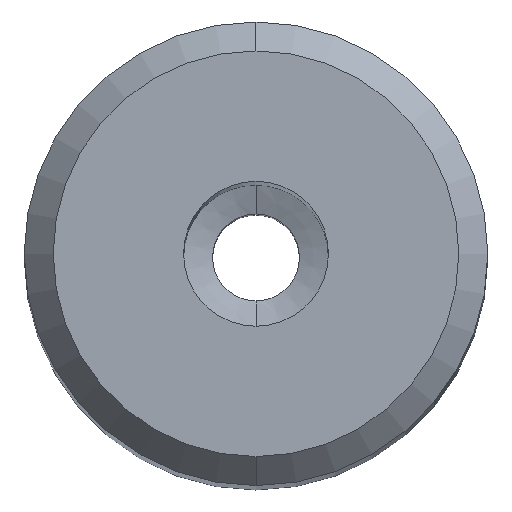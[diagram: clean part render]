
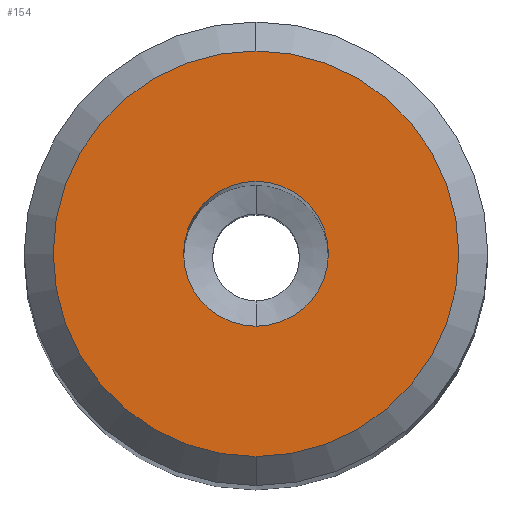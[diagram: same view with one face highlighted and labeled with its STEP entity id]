
A CAD part, top view. The second image highlights one B-rep face of the part: STEP entity #154.
In plain terms, the highlighted planar face has unit normal (0, 0, 1).
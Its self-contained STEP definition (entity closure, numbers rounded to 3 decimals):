
#110=EDGE_CURVE('NONE',#192,#222,#274,.T.);
#136=VERTEX_POINT('NONE',#301);
#154=ADVANCED_FACE('NONE',(#325,#326),#327,.F.);
#184=EDGE_CURVE('NONE',#218,#136,#361,.T.);
#192=VERTEX_POINT('NONE',#369);
#208=EDGE_CURVE('NONE',#222,#192,#386,.T.);
#218=VERTEX_POINT('NONE',#398);
#220=EDGE_CURVE('NONE',#136,#218,#400,.T.);
#222=VERTEX_POINT('NONE',#402);
#274=CIRCLE('',#449,2.5);
#301=CARTESIAN_POINT('',(0.,7.0,0.0));
#325=FACE_OUTER_BOUND('',#513,.T.);
#326=FACE_BOUND('',#514,.T.);
#327=PLANE('',#515);
#361=CIRCLE('',#558,7.0);
#369=CARTESIAN_POINT('',(0.,-2.5,0.0));
#386=CIRCLE('',#595,2.5);
#398=CARTESIAN_POINT('',(0.0,-7.0,0.0));
#400=CIRCLE('',#611,7.0);
#402=CARTESIAN_POINT('',(0.0,2.5,0.0));
#449=AXIS2_PLACEMENT_3D('',#668,#669,#670);
#513=EDGE_LOOP('',(#739,#740));
#514=EDGE_LOOP('',(#741,#742));
#515=AXIS2_PLACEMENT_3D('',#743,#744,#745);
#558=AXIS2_PLACEMENT_3D('',#786,#787,#788);
#595=AXIS2_PLACEMENT_3D('',#815,#816,#817);
#611=AXIS2_PLACEMENT_3D('',#837,#838,#839);
#668=CARTESIAN_POINT('',(0.0,0.0,0.0));
#669=DIRECTION('',(0.0,-0.0,1.0));
#670=DIRECTION('',(0.0,1.0,0.0));
#739=ORIENTED_EDGE('',*,*,#184,.T.);
#740=ORIENTED_EDGE('',*,*,#220,.T.);
#741=ORIENTED_EDGE('',*,*,#208,.F.);
#742=ORIENTED_EDGE('',*,*,#110,.F.);
#743=CARTESIAN_POINT('',(-7.0,0.0,0.0));
#744=DIRECTION('',(0.0,0.0,-1.0));
#745=DIRECTION('',(-1.0,0.0,0.0));
#786=CARTESIAN_POINT('',(0.0,0.0,0.0));
#787=DIRECTION('',(0.0,-0.0,1.0));
#788=DIRECTION('',(0.0,1.0,0.0));
#815=CARTESIAN_POINT('',(0.0,0.0,0.0));
#816=DIRECTION('',(0.0,-0.0,1.0));
#817=DIRECTION('',(0.0,1.0,0.0));
#837=CARTESIAN_POINT('',(0.0,0.0,0.0));
#838=DIRECTION('',(0.0,-0.0,1.0));
#839=DIRECTION('',(0.0,1.0,0.0));
